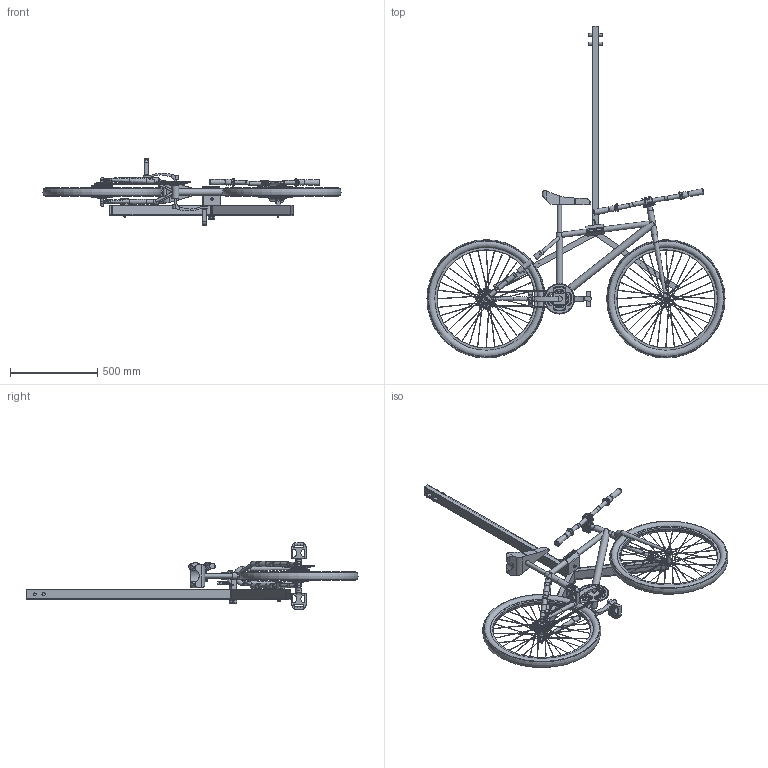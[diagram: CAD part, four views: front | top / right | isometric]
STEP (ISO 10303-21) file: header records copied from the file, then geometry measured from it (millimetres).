
FILE_DESCRIPTION(('HOOPS Exchange Step'),'2;1');
FILE_NAME('ASSEMBLAGE COMPLET.STP','2020-11-11T14:46:38+01:00',('Ordinateur'),('None'),'HOOPS Exchange 2020.0','SOLIDWORKS MBD','None');
FILE_SCHEMA( ('AP242_MANAGED_MODEL_BASED_3D_ENGINEERING_MIM_LF {1 0 10303 442 1 1 4 }') );
Length unit declared in the file: millimetre
Products named in the file (43): D18-1; contre écrou-1; pince_haut-1; manette-1; tige filetée-1; pivot-1; pince_bas-1; pince_axe-1; D16-1; poutre V1-1; Assemblage-1; vtt_bleu_01-1; vtt_bleu_02-1; vtt_bleu_03-1; vtt_bleu_05-1; vtt_bleu_04-1; vtt_bleu_07-1; vtt_bleu_08-1; vtt_bleu_10-1; vtt_bleu_11-1; vtt_bleu_13-1; vtt_bleu_14-1; vtt_bleu_12-1; vtt_bleu_06-1; vtt_bleu_15-1; User Library-Adjustable Stem Assy_Stem Mount 2-1; User Library-Adjustable Stem Assy_No 10 Socket Screw X .75 in-1; User Library-Adjustable Stem Assy-1; Clamp_5-1; Clamp_2-1; Clamp_1-1; Clamp_3-1; Clamp_4-1; Clamp_00-1; Clamp_00-2; vtt_bleu_09-1; Vélo bleu avec potence v1-1; hex nut gradec_iso-1; attache arrière-1; M5X90-2 ...
Assembly tree (54 placements, depth 4):
  Défaut
    Assemblage-1
      D18-1
      contre écrou-1
      pince_haut-1
      manette-1
      tige filetée-1
      pivot-1
      pince_bas-1
      pince_axe-1
      D16-1
      poutre V1-1
    Vélo bleu avec potence v1-1
      vtt_bleu_01-1
      vtt_bleu_02-1
      vtt_bleu_03-1
      vtt_bleu_05-1
      vtt_bleu_04-1
      vtt_bleu_07-1
      vtt_bleu_08-1
      vtt_bleu_10-1
      vtt_bleu_11-1
      vtt_bleu_13-1
      vtt_bleu_14-1
      vtt_bleu_12-1
      vtt_bleu_06-1
      vtt_bleu_15-1
      User Library-Adjustable Stem Assy-1
        User Library-Adjustable Stem Assy_Stem Mount 2-1
        User Library-Adjustable Stem Assy_No 10 Socket Screw X .75 in-1  x6
      Clamp_00-1
        Clamp_5-1
        Clamp_2-1
        Clamp_1-1
        Clamp_3-1
        Clamp_4-1
      Clamp_00-2
        Clamp_5-1
        Clamp_2-1
        Clamp_1-1
        Clamp_3-1
        Clamp_4-1
      vtt_bleu_09-1
    hex nut gradec_iso-1
    attache arrière-1
    M5X90-2  x2
    attache avant-1
    hex flange nut gradea_iso-3  x2
Bounding box: 1707.95 x 1902.72 x 381 mm (x, y, z)
Volume: 15736100.7 mm3; surface area: 2691198.1 mm2
Topology: 50 solids, 50 shells, 2901 faces, 8373 edges, 5426 vertices
Faces by surface type: plane 1435, cylinder 1069, bspline 176, cone 126, torus 74, sphere 21
Full cylindrical faces by diameter (mm): 1.9 x234, 4.2 x5, 4.6 x1, 4.826 x6, 5 x47, 5.5 x2, 6 x12, 6.1 x4, 6.4 x2, 7 x6, 7.925 x6, 8 x3, 8.5 x6, 10 x9, 12 x1, 12.8 x1, 13.5 x1, 14 x2, 14.6 x2, 15 x4, 15.8 x1, 16 x5, 18 x11, 18.8 x4, 19.4 x2, 20 x1, 21 x1, 23 x5, 23.05 x2, 24 x14
Entity records: 122512 total; most frequent: CARTESIAN_POINT 48666, ORIENTED_EDGE 15746, DIRECTION 15130, EDGE_CURVE 7873, AXIS2_PLACEMENT_3D 5454, VERTEX_POINT 5121, VECTOR 4222, LINE 4222
